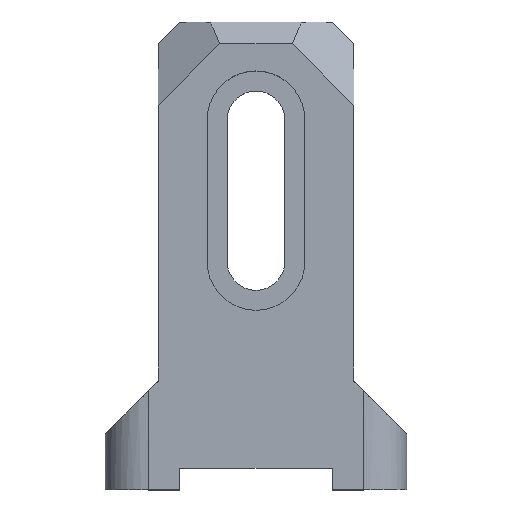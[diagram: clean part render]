
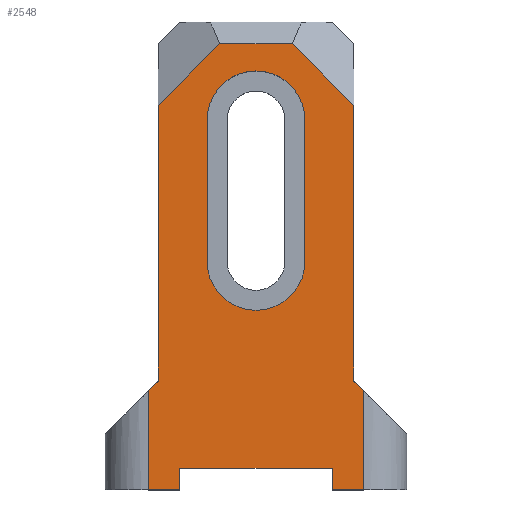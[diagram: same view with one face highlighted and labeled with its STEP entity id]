
A CAD part, top view. The second image highlights one B-rep face of the part: STEP entity #2548.
In plain terms, the highlighted planar face has unit normal (0, 0, 1).
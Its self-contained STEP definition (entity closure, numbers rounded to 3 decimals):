
#19=FACE_BOUND('',#374,.T.);
#40=PLANE('',#2732);
#234=FACE_OUTER_BOUND('',#373,.T.);
#373=EDGE_LOOP('',(#2293,#2294,#2295,#2296,#2297,#2298,#2299,#2300,#2301,
#2302,#2303,#2304,#2305,#2306));
#374=EDGE_LOOP('',(#2307,#2308,#2309,#2310));
#388=CIRCLE('',#2705,4.5);
#393=CIRCLE('',#2728,4.5);
#671=LINE('',#7193,#802);
#677=LINE('',#9032,#808);
#681=LINE('',#9042,#812);
#686=LINE('',#9061,#817);
#690=LINE('',#9073,#821);
#691=LINE('',#9076,#822);
#695=LINE('',#9086,#826);
#698=LINE('',#9091,#829);
#700=LINE('',#9094,#831);
#713=LINE('',#9120,#844);
#728=LINE('',#9158,#859);
#732=LINE('',#9164,#863);
#733=LINE('',#9166,#864);
#734=LINE('',#9168,#865);
#735=LINE('',#9169,#866);
#736=LINE('',#9170,#867);
#802=VECTOR('',#2999,1000.);
#808=VECTOR('',#3069,1000.);
#812=VECTOR('',#3077,1000.);
#817=VECTOR('',#3094,1000.);
#821=VECTOR('',#3106,1000.);
#822=VECTOR('',#3111,1000.);
#826=VECTOR('',#3121,1000.);
#829=VECTOR('',#3126,1000.);
#831=VECTOR('',#3130,1000.);
#844=VECTOR('',#3151,10.);
#859=VECTOR('',#3188,1000.);
#863=VECTOR('',#3194,1000.);
#864=VECTOR('',#3197,1000.);
#865=VECTOR('',#3200,1000.);
#866=VECTOR('',#3201,1000.);
#867=VECTOR('',#3202,1000.);
#1044=VERTEX_POINT('',#7190);
#1045=VERTEX_POINT('',#7192);
#1088=VERTEX_POINT('',#9029);
#1089=VERTEX_POINT('',#9031);
#1092=VERTEX_POINT('',#9039);
#1093=VERTEX_POINT('',#9041);
#1099=VERTEX_POINT('',#9055);
#1101=VERTEX_POINT('',#9059);
#1102=VERTEX_POINT('',#9063);
#1103=VERTEX_POINT('',#9064);
#1106=VERTEX_POINT('',#9082);
#1108=VERTEX_POINT('',#9085);
#1118=VERTEX_POINT('',#9118);
#1127=VERTEX_POINT('',#9150);
#1128=VERTEX_POINT('',#9151);
#1129=VERTEX_POINT('',#9156);
#1130=VERTEX_POINT('',#9157);
#1131=VERTEX_POINT('',#9162);
#1387=EDGE_CURVE('',#1045,#1044,#671,.F.);
#1459=EDGE_CURVE('',#1089,#1088,#677,.T.);
#1464=EDGE_CURVE('',#1092,#1093,#681,.T.);
#1473=EDGE_CURVE('',#1101,#1099,#686,.T.);
#1474=EDGE_CURVE('',#1102,#1103,#388,.T.);
#1479=EDGE_CURVE('',#1045,#1101,#690,.T.);
#1480=EDGE_CURVE('',#1088,#1093,#691,.T.);
#1484=EDGE_CURVE('',#1108,#1106,#695,.T.);
#1487=EDGE_CURVE('',#1092,#1108,#698,.T.);
#1489=EDGE_CURVE('',#1099,#1106,#700,.T.);
#1503=EDGE_CURVE('',#1044,#1118,#713,.T.);
#1518=EDGE_CURVE('',#1127,#1128,#393,.T.);
#1521=EDGE_CURVE('',#1129,#1130,#728,.T.);
#1525=EDGE_CURVE('',#1118,#1131,#732,.T.);
#1526=EDGE_CURVE('',#1131,#1129,#733,.T.);
#1527=EDGE_CURVE('',#1089,#1130,#734,.T.);
#1528=EDGE_CURVE('',#1103,#1127,#735,.T.);
#1529=EDGE_CURVE('',#1102,#1128,#736,.T.);
#2293=ORIENTED_EDGE('',*,*,#1527,.F.);
#2294=ORIENTED_EDGE('',*,*,#1459,.T.);
#2295=ORIENTED_EDGE('',*,*,#1480,.T.);
#2296=ORIENTED_EDGE('',*,*,#1464,.F.);
#2297=ORIENTED_EDGE('',*,*,#1487,.T.);
#2298=ORIENTED_EDGE('',*,*,#1484,.T.);
#2299=ORIENTED_EDGE('',*,*,#1489,.F.);
#2300=ORIENTED_EDGE('',*,*,#1473,.F.);
#2301=ORIENTED_EDGE('',*,*,#1479,.F.);
#2302=ORIENTED_EDGE('',*,*,#1387,.T.);
#2303=ORIENTED_EDGE('',*,*,#1503,.T.);
#2304=ORIENTED_EDGE('',*,*,#1525,.T.);
#2305=ORIENTED_EDGE('',*,*,#1526,.T.);
#2306=ORIENTED_EDGE('',*,*,#1521,.T.);
#2307=ORIENTED_EDGE('',*,*,#1528,.T.);
#2308=ORIENTED_EDGE('',*,*,#1518,.T.);
#2309=ORIENTED_EDGE('',*,*,#1529,.F.);
#2310=ORIENTED_EDGE('',*,*,#1474,.T.);
#2548=ADVANCED_FACE('',(#234,#19),#40,.T.);
#2705=AXIS2_PLACEMENT_3D('',#9065,#3097,#3098);
#2728=AXIS2_PLACEMENT_3D('',#9152,#3182,#3183);
#2732=AXIS2_PLACEMENT_3D('',#9167,#3198,#3199);
#2999=DIRECTION('',(0.707,-0.707,0.));
#3069=DIRECTION('',(-0.707,-0.707,0.));
#3077=DIRECTION('',(-1.,0.,0.));
#3094=DIRECTION('',(-1.,0.,0.));
#3097=DIRECTION('center_axis',(0.,0.,-1.));
#3098=DIRECTION('ref_axis',(1.,0.,0.));
#3106=DIRECTION('',(0.,-1.,0.));
#3111=DIRECTION('',(0.,-1.,0.));
#3121=DIRECTION('',(1.,0.,0.));
#3126=DIRECTION('',(0.,1.,0.));
#3130=DIRECTION('',(0.,1.,0.));
#3151=DIRECTION('',(0.,1.,0.));
#3182=DIRECTION('center_axis',(0.,0.,-1.));
#3183=DIRECTION('ref_axis',(1.,0.,0.));
#3188=DIRECTION('',(-0.707,-0.707,0.));
#3194=DIRECTION('',(-0.707,0.707,0.));
#3197=DIRECTION('',(-1.,0.,0.));
#3198=DIRECTION('center_axis',(0.,0.,1.));
#3199=DIRECTION('ref_axis',(1.,0.,0.));
#3200=DIRECTION('',(0.,1.,0.));
#3201=DIRECTION('',(0.,1.,0.));
#3202=DIRECTION('',(0.,1.,0.));
#7190=CARTESIAN_POINT('',(29.,-12.,38.));
#7192=CARTESIAN_POINT('',(29.875,-12.875,38.));
#7193=CARTESIAN_POINT('',(34.,-17.,38.));
#9029=CARTESIAN_POINT('',(10.125,-12.875,38.));
#9031=CARTESIAN_POINT('',(11.,-12.,38.));
#9032=CARTESIAN_POINT('',(11.,-12.,38.));
#9039=CARTESIAN_POINT('',(13.,-22.,38.));
#9041=CARTESIAN_POINT('',(10.125,-22.,38.));
#9042=CARTESIAN_POINT('',(20.,-22.,38.));
#9055=CARTESIAN_POINT('',(27.,-22.,38.));
#9059=CARTESIAN_POINT('',(29.875,-22.,38.));
#9061=CARTESIAN_POINT('',(20.,-22.,38.));
#9063=CARTESIAN_POINT('',(24.5,-1.,38.));
#9064=CARTESIAN_POINT('',(15.5,-1.,38.));
#9065=CARTESIAN_POINT('Origin',(20.,-1.,38.));
#9073=CARTESIAN_POINT('',(29.875,-17.,38.));
#9076=CARTESIAN_POINT('',(10.125,-17.,38.));
#9082=CARTESIAN_POINT('',(27.,-20.,38.));
#9085=CARTESIAN_POINT('',(13.,-20.,38.));
#9086=CARTESIAN_POINT('',(13.,-20.,38.));
#9091=CARTESIAN_POINT('',(13.,-21.,38.));
#9094=CARTESIAN_POINT('',(27.,-21.,38.));
#9118=CARTESIAN_POINT('',(29.,13.343,38.));
#9120=CARTESIAN_POINT('',(29.,-6.,38.));
#9150=CARTESIAN_POINT('',(15.5,12.,38.));
#9151=CARTESIAN_POINT('',(24.5,12.,38.));
#9152=CARTESIAN_POINT('Origin',(20.,12.,38.));
#9156=CARTESIAN_POINT('',(16.657,19.,38.));
#9157=CARTESIAN_POINT('',(11.,13.343,38.));
#9158=CARTESIAN_POINT('',(11.828,14.172,38.));
#9162=CARTESIAN_POINT('',(23.343,19.,38.));
#9164=CARTESIAN_POINT('',(28.172,14.172,38.));
#9166=CARTESIAN_POINT('',(18.657,19.,38.));
#9167=CARTESIAN_POINT('Origin',(20.,-2.,38.));
#9168=CARTESIAN_POINT('',(11.,-7.,38.));
#9169=CARTESIAN_POINT('',(15.5,4.,38.));
#9170=CARTESIAN_POINT('',(24.5,4.,38.));
